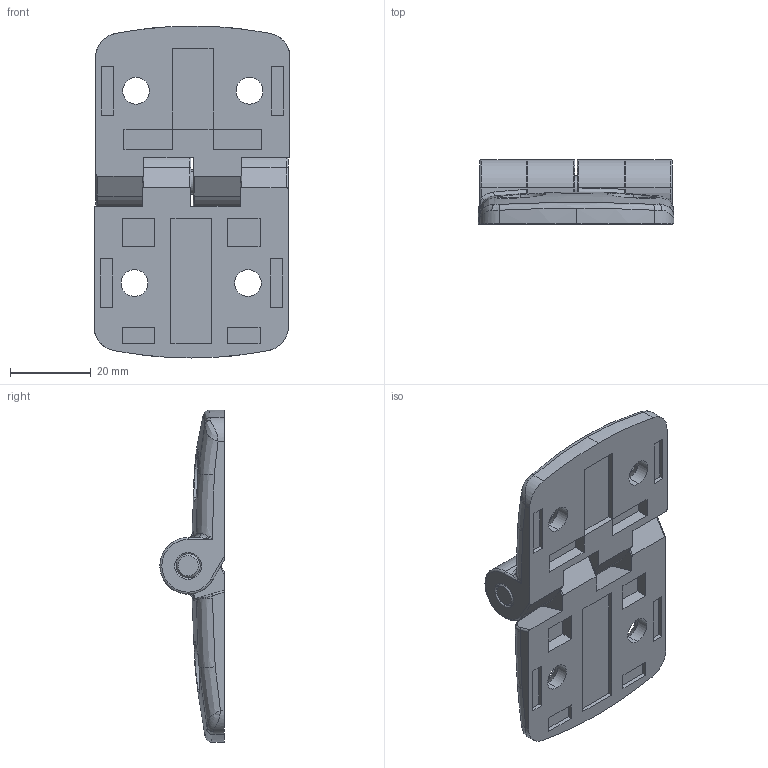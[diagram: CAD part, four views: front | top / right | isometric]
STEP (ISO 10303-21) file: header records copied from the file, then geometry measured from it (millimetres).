
FILE_DESCRIPTION(('STEP AP214'),'1');
FILE_NAME('fath_095k4045f00.stp','2017-10-09T11:14:31',('TraceParts'),('TraceParts S.A.'),'Spatial InterOp 3D',' ',' ');
FILE_SCHEMA(('automotive_design'));
Length unit declared in the file: millimetre
Products named in the file (3): fath_095k4045f00_1; fath_095k4045f00_2; fath_095k4045f00_3
Bounding box: 48.4 x 15.9 x 82 mm (x, y, z)
Volume: 25785.7 mm3; surface area: 13566 mm2
Topology: 3 solids, 3 shells, 237 faces, 590 edges, 362 vertices
Faces by surface type: plane 87, cylinder 64, bspline 46, torus 28, cone 12
Entity records: 11252 total; most frequent: CARTESIAN_POINT 4044, ORIENTED_EDGE 1168, DIRECTION 976, EDGE_CURVE 584, VERTEX_POINT 362, AXIS2_PLACEMENT_3D 355, LINE 266, VECTOR 266
